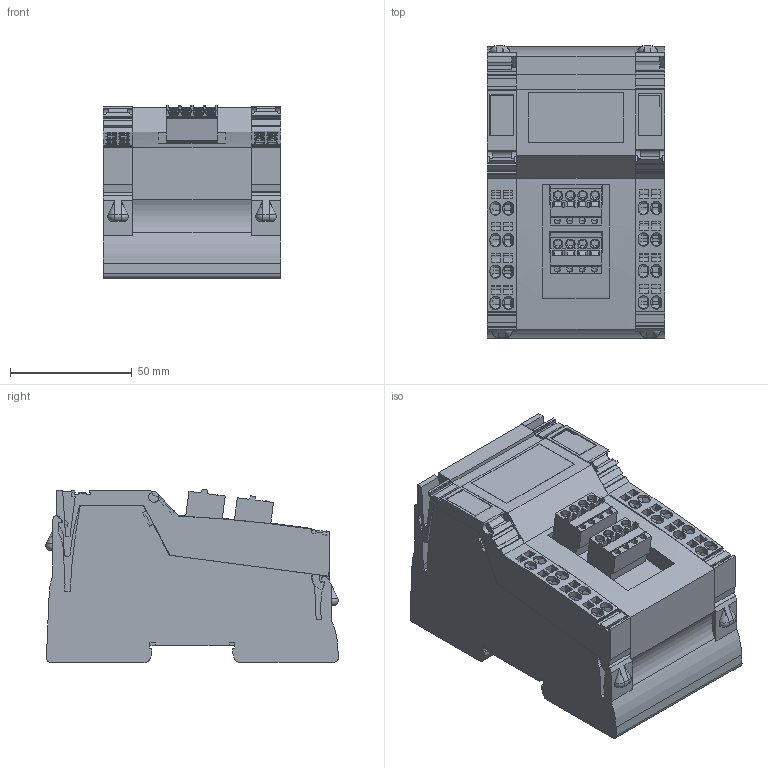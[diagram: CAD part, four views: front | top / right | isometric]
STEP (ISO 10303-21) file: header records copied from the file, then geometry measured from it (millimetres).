
FILE_DESCRIPTION(('Creo Elements/Direct Modeling STEP Export'),'2;1');
FILE_NAME('model.stp','2019-06-19T 3:59:41',(''),(''),'Creo Elements/Direct Modeling STEP processor for AP214 (Solid Model)','Creo Elements/Direct Modeling 20.1A 29-Sep-2018 (C) Parametric Technology GmbH','');
FILE_SCHEMA(('AUTOMOTIVE_DESIGN { 1 0 10303 214 1 1 1 1 }'));
Length unit declared in the file: millimetre
Products named in the file (6): IL_24_P_SDOR_4_YE_1018-select; L_L_LWL_RD_3027_AUSSEN-select; L_L_LWL_RD_3027-select; FKCS_2.5_4_ST_5.08_BUGY_7031-select; L_L_ST_YE_1018-select.2; IB_IL_24_PSDOR_4_PAC-select
Assembly tree (7 placements, depth 2):
  IB_IL_24_PSDOR_4_PAC-select
    L_L_ST_YE_1018-select.2  x2
    FKCS_2.5_4_ST_5.08_BUGY_7031-select  x2
    L_L_LWL_RD_3027-select
    L_L_LWL_RD_3027_AUSSEN-select
    IL_24_P_SDOR_4_YE_1018-select
Bounding box: 72.9 x 120.1 x 71.05 mm (x, y, z)
Volume: 494364.7 mm3; surface area: 77443.6 mm2
Topology: 7 solids, 7 shells, 1730 faces, 4500 edges, 2936 vertices
Faces by surface type: plane 1418, cylinder 224, cone 80, torus 8
Entity records: 47295 total; most frequent: CARTESIAN_POINT 9269, ORIENTED_EDGE 6104, DIRECTION 5530, EDGE_CURVE 3052, VECTOR 2572, LINE 2572, VERTEX_POINT 2002, AXIS2_PLACEMENT_3D 1479
